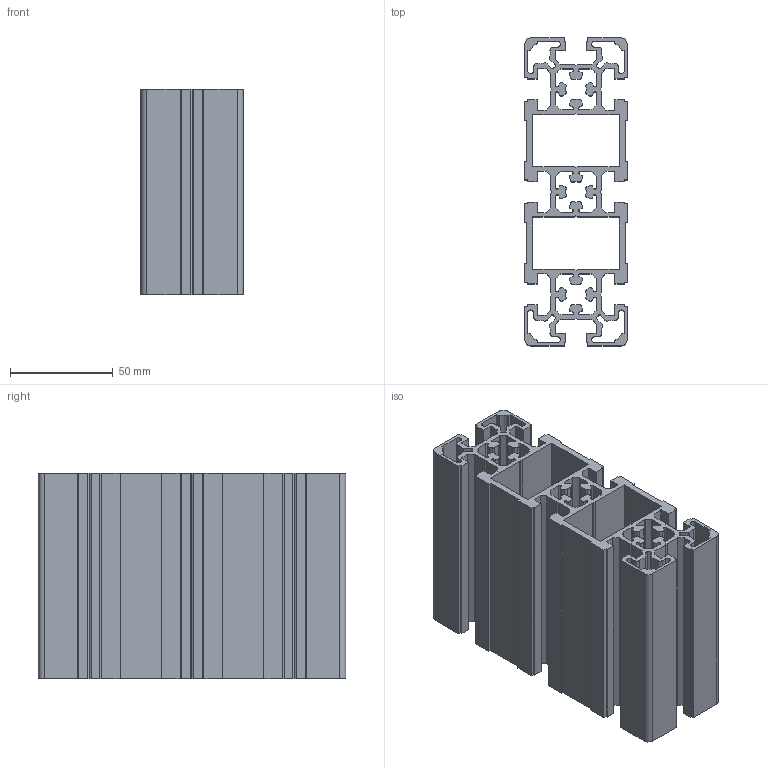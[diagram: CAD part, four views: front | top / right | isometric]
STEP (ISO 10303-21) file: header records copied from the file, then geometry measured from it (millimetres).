
FILE_DESCRIPTION (( 'STEP AP214' ), '1' );
FILE_NAME ('A04-3 (50x150)-STEP.STEP', '2017-04-01T17:55:53', ( 'Advo' ), ( '' ), 'SwSTEP 2.0', 'SolidWorks 2012', '' );
FILE_SCHEMA (( 'AUTOMOTIVE_DESIGN' ));
Length unit declared in the file: millimetre
Products named in the file (1): A04-3 (50x150)-STEP
Bounding box: 50 x 150 x 100 mm (x, y, z)
Volume: 227093.1 mm3; surface area: 171202.4 mm2
Topology: 1 solids, 1 shells, 509 faces, 1521 edges, 1014 vertices
Faces by surface type: plane 282, cylinder 227
Entity records: 17279 total; most frequent: CARTESIAN_POINT 3045, ORIENTED_EDGE 3042, DIRECTION 2995, EDGE_CURVE 1521, LINE 1067, VECTOR 1067, VERTEX_POINT 1014, AXIS2_PLACEMENT_3D 964
